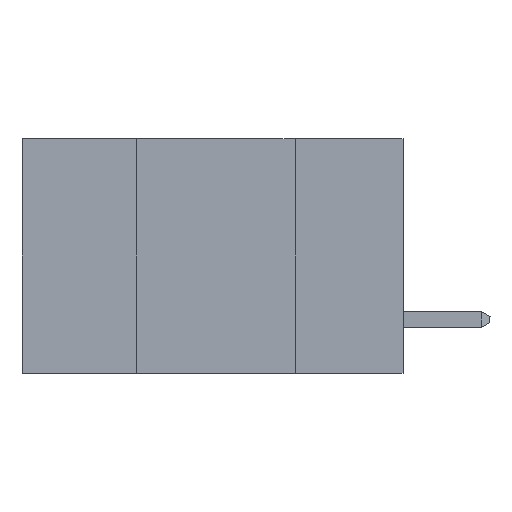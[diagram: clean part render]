
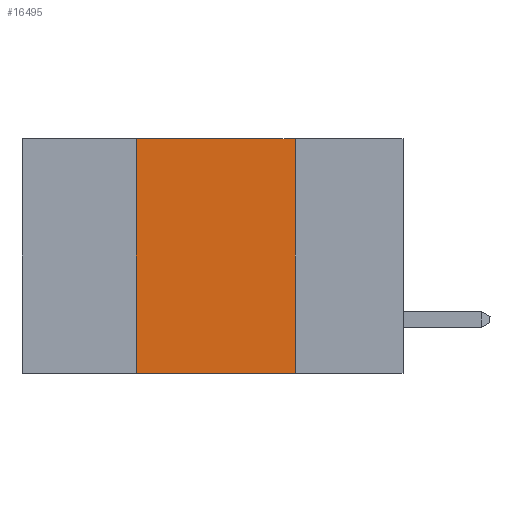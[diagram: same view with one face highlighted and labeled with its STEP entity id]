
A CAD part, left-side view. The second image highlights one B-rep face of the part: STEP entity #16495.
In plain terms, the highlighted planar face has unit normal (-1, 0, 0).
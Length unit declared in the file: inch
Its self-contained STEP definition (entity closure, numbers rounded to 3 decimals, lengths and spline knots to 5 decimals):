
#1752 = FACE_OUTER_BOUND ( 'NONE', #24918, .T. ) ;
#2614 = EDGE_CURVE ( 'NONE', #24762, #9878, #17639, .T. ) ;
#3246 = AXIS2_PLACEMENT_3D ( 'NONE', #12323, #14296, #20925 ) ;
#3277 = ORIENTED_EDGE ( 'NONE', *, *, #15600, .F. ) ;
#3660 = VECTOR ( 'NONE', #25545, 39.37008 ) ;
#4089 = CARTESIAN_POINT ( 'NONE',  ( 0., 0.17, -0.37 ) ) ;
#4372 = EDGE_CURVE ( 'NONE', #24762, #18712, #18930, .T. ) ;
#6328 = CARTESIAN_POINT ( 'NONE',  ( 0., 0.17, 0. ) ) ;
#7265 = ORIENTED_EDGE ( 'NONE', *, *, #4372, .F. ) ;
#8442 = LINE ( 'NONE', #6328, #20394 ) ;
#9840 = VERTEX_POINT ( 'NONE', #20590 ) ;
#9878 = VERTEX_POINT ( 'NONE', #4089 ) ;
#12323 = CARTESIAN_POINT ( 'NONE',  ( 0., 0.6, 0. ) ) ;
#14296 = DIRECTION ( 'NONE',  ( 1., 0., 0. ) ) ;
#15600 = EDGE_CURVE ( 'NONE', #9840, #9878, #8442, .T. ) ;
#15866 = ORIENTED_EDGE ( 'NONE', *, *, #20921, .F. ) ;
#16495 = ADVANCED_FACE ( 'NONE', ( #1752 ), #16551, .F. ) ;
#16551 = PLANE ( 'NONE',  #3246 ) ;
#16761 = DIRECTION ( 'NONE',  ( 0., -1., 0. ) ) ;
#17639 = LINE ( 'NONE', #26234, #24974 ) ;
#18712 = VERTEX_POINT ( 'NONE', #21285 ) ;
#18884 = LINE ( 'NONE', #27475, #27200 ) ;
#18930 = LINE ( 'NONE', #23808, #3660 ) ;
#19016 = CARTESIAN_POINT ( 'NONE',  ( 0., 0.42, -0.37 ) ) ;
#20394 = VECTOR ( 'NONE', #27196, 39.37008 ) ;
#20590 = CARTESIAN_POINT ( 'NONE',  ( 0., 0.17, 0. ) ) ;
#20921 = EDGE_CURVE ( 'NONE', #18712, #9840, #18884, .T. ) ;
#20925 = DIRECTION ( 'NONE',  ( 0., 0., -1. ) ) ;
#21285 = CARTESIAN_POINT ( 'NONE',  ( 0., 0.42, 0. ) ) ;
#22005 = DIRECTION ( 'NONE',  ( 0., -1., 0. ) ) ;
#23808 = CARTESIAN_POINT ( 'NONE',  ( 0., 0.42, 0. ) ) ;
#24250 = ORIENTED_EDGE ( 'NONE', *, *, #2614, .T. ) ;
#24762 = VERTEX_POINT ( 'NONE', #19016 ) ;
#24918 = EDGE_LOOP ( 'NONE', ( #3277, #15866, #7265, #24250 ) ) ;
#24974 = VECTOR ( 'NONE', #22005, 39.37008 ) ;
#25545 = DIRECTION ( 'NONE',  ( 0., 0., 1. ) ) ;
#26234 = CARTESIAN_POINT ( 'NONE',  ( 0., 0.6, -0.37 ) ) ;
#27196 = DIRECTION ( 'NONE',  ( 0., 0., -1. ) ) ;
#27200 = VECTOR ( 'NONE', #16761, 39.37008 ) ;
#27475 = CARTESIAN_POINT ( 'NONE',  ( 0., 0.6, 0. ) ) ;
